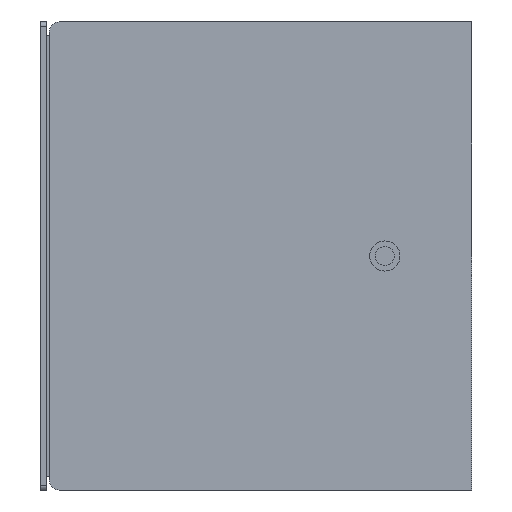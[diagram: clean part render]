
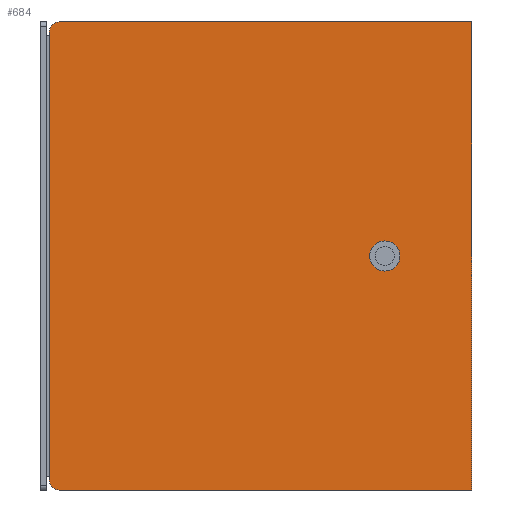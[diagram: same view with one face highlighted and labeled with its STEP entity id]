
A CAD part, left-side view. The second image highlights one B-rep face of the part: STEP entity #684.
In plain terms, the highlighted planar face has unit normal (-1, 0, 0).
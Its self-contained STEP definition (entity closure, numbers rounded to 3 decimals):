
#113 = CARTESIAN_POINT ( 'NONE',  ( -315., -12., 232.5 ) ) ;
#116 = CIRCLE ( 'NONE', #1751, 10. ) ;
#153 = VERTEX_POINT ( 'NONE', #532 ) ;
#175 = DIRECTION ( 'NONE',  ( 0., 0., -1. ) ) ;
#232 = ORIENTED_EDGE ( 'NONE', *, *, #2158, .T. ) ;
#254 = DIRECTION ( 'NONE',  ( 0., 0., -1. ) ) ;
#267 = CARTESIAN_POINT ( 'NONE',  ( -315., -342.5, 0. ) ) ;
#336 = DIRECTION ( 'NONE',  ( 0., 1., 0. ) ) ;
#346 = LINE ( 'NONE', #113, #1376 ) ;
#348 = EDGE_CURVE ( 'NONE', #1656, #1656, #1355, .T. ) ;
#352 = FACE_BOUND ( 'NONE', #2141, .T. ) ;
#404 = DIRECTION ( 'NONE',  ( -1., 0., 0. ) ) ;
#429 = CARTESIAN_POINT ( 'NONE',  ( -315., -342.5, -15. ) ) ;
#519 = LINE ( 'NONE', #2177, #1926 ) ;
#521 = AXIS2_PLACEMENT_3D ( 'NONE', #1336, #1525, #1712 ) ;
#532 = CARTESIAN_POINT ( 'NONE',  ( -315., -429., -232.5 ) ) ;
#564 = CARTESIAN_POINT ( 'NONE',  ( -315., -429., -308.658 ) ) ;
#567 = LINE ( 'NONE', #2161, #1981 ) ;
#588 = VERTEX_POINT ( 'NONE', #923 ) ;
#606 = VERTEX_POINT ( 'NONE', #2227 ) ;
#664 = ORIENTED_EDGE ( 'NONE', *, *, #2226, .T. ) ;
#675 = EDGE_LOOP ( 'NONE', ( #232, #2131, #1142, #664, #2068, #1085 ) ) ;
#676 = VECTOR ( 'NONE', #1114, 1000. ) ;
#684 = ADVANCED_FACE ( 'NONE', ( #352, #1264 ), #1518, .F. ) ;
#808 = VERTEX_POINT ( 'NONE', #1877 ) ;
#855 = CARTESIAN_POINT ( 'NONE',  ( -315., -19., -222.5 ) ) ;
#874 = AXIS2_PLACEMENT_3D ( 'NONE', #267, #404, #254 ) ;
#923 = CARTESIAN_POINT ( 'NONE',  ( -315., -19., 232.5 ) ) ;
#963 = EDGE_CURVE ( 'NONE', #153, #1349, #567, .T. ) ;
#988 = EDGE_CURVE ( 'NONE', #808, #606, #519, .T. ) ;
#1040 = DIRECTION ( 'NONE',  ( 0., 0., -1. ) ) ;
#1085 = ORIENTED_EDGE ( 'NONE', *, *, #1185, .T. ) ;
#1114 = DIRECTION ( 'NONE',  ( 0., 0., 1. ) ) ;
#1142 = ORIENTED_EDGE ( 'NONE', *, *, #988, .T. ) ;
#1185 = EDGE_CURVE ( 'NONE', #153, #1897, #2143, .T. ) ;
#1201 = ORIENTED_EDGE ( 'NONE', *, *, #348, .F. ) ;
#1250 = DIRECTION ( 'NONE',  ( 0., 0., -1. ) ) ;
#1264 = FACE_OUTER_BOUND ( 'NONE', #675, .T. ) ;
#1268 = DIRECTION ( 'NONE',  ( -1., 0., 0. ) ) ;
#1336 = CARTESIAN_POINT ( 'NONE',  ( -315., -12., 232.5 ) ) ;
#1349 = VERTEX_POINT ( 'NONE', #1557 ) ;
#1355 = CIRCLE ( 'NONE', #874, 15. ) ;
#1376 = VECTOR ( 'NONE', #1390, 1000. ) ;
#1390 = DIRECTION ( 'NONE',  ( 0., 1., 0. ) ) ;
#1518 = PLANE ( 'NONE',  #521 ) ;
#1525 = DIRECTION ( 'NONE',  ( 1., 0., 0. ) ) ;
#1557 = CARTESIAN_POINT ( 'NONE',  ( -315., -19., -232.5 ) ) ;
#1571 = CIRCLE ( 'NONE', #1954, 10. ) ;
#1572 = EDGE_CURVE ( 'NONE', #588, #808, #116, .T. ) ;
#1656 = VERTEX_POINT ( 'NONE', #429 ) ;
#1712 = DIRECTION ( 'NONE',  ( 0., 0., -1. ) ) ;
#1751 = AXIS2_PLACEMENT_3D ( 'NONE', #2385, #1268, #175 ) ;
#1877 = CARTESIAN_POINT ( 'NONE',  ( -315., -9., 222.5 ) ) ;
#1897 = VERTEX_POINT ( 'NONE', #2134 ) ;
#1926 = VECTOR ( 'NONE', #1250, 1000. ) ;
#1954 = AXIS2_PLACEMENT_3D ( 'NONE', #855, #2145, #1040 ) ;
#1981 = VECTOR ( 'NONE', #336, 1000. ) ;
#2068 = ORIENTED_EDGE ( 'NONE', *, *, #963, .F. ) ;
#2131 = ORIENTED_EDGE ( 'NONE', *, *, #1572, .T. ) ;
#2134 = CARTESIAN_POINT ( 'NONE',  ( -315., -429., 232.5 ) ) ;
#2141 = EDGE_LOOP ( 'NONE', ( #1201 ) ) ;
#2143 = LINE ( 'NONE', #564, #676 ) ;
#2145 = DIRECTION ( 'NONE',  ( -1., 0., 0. ) ) ;
#2158 = EDGE_CURVE ( 'NONE', #1897, #588, #346, .T. ) ;
#2161 = CARTESIAN_POINT ( 'NONE',  ( -315., -12., -232.5 ) ) ;
#2177 = CARTESIAN_POINT ( 'NONE',  ( -315., -9., 232.5 ) ) ;
#2226 = EDGE_CURVE ( 'NONE', #606, #1349, #1571, .T. ) ;
#2227 = CARTESIAN_POINT ( 'NONE',  ( -315., -9., -222.5 ) ) ;
#2385 = CARTESIAN_POINT ( 'NONE',  ( -315., -19., 222.5 ) ) ;
